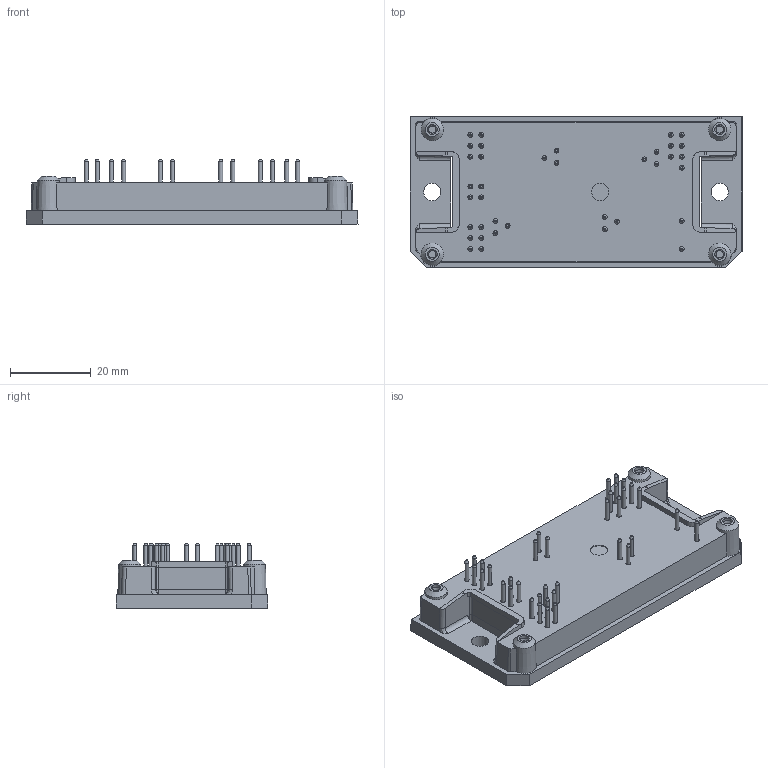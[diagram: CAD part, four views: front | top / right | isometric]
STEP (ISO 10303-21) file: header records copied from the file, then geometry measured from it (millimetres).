
FILE_DESCRIPTION(/* description */ ('Unknown'),/* implementation_level */ '2;1');
FILE_NAME(/* name */ 'Flow1-4T12W-M130(370)-01-OL',/* time_stamp */ '2016-05-19T13:52:13+02:00',/* author */ ('Unknown'),/* organization */ ('Unknown'),/* preprocessor_version */ 'ST-DEVELOPER v16',/* originating_system */ 'DEX',/* authorisation */ $);
FILE_SCHEMA (('AUTOMOTIVE_DESIGN {1 0 10303 214 3 1 1}'));
Length unit declared in the file: millimetre
Products named in the file (1): Flow1-4T12W-M130-01-OL
Bounding box: 82 x 37.4 x 16.23 mm (x, y, z)
Volume: 25662.6 mm3; surface area: 14558.1 mm2
Topology: 38 solids, 38 shells, 373 faces, 822 edges, 532 vertices
Faces by surface type: plane 189, cylinder 127, cone 53, bspline 4
Full cylindrical faces by diameter (mm): 1 x37, 1.2 x37, 2.4 x4, 4.3 x3
Entity records: 12232 total; most frequent: DIRECTION 1718, CARTESIAN_POINT 1680, ORIENTED_EDGE 1326, AXIS2_PLACEMENT_3D 697, EDGE_CURVE 663, EDGE_LOOP 596, FACE_BOUND 596, VERTEX_POINT 507
